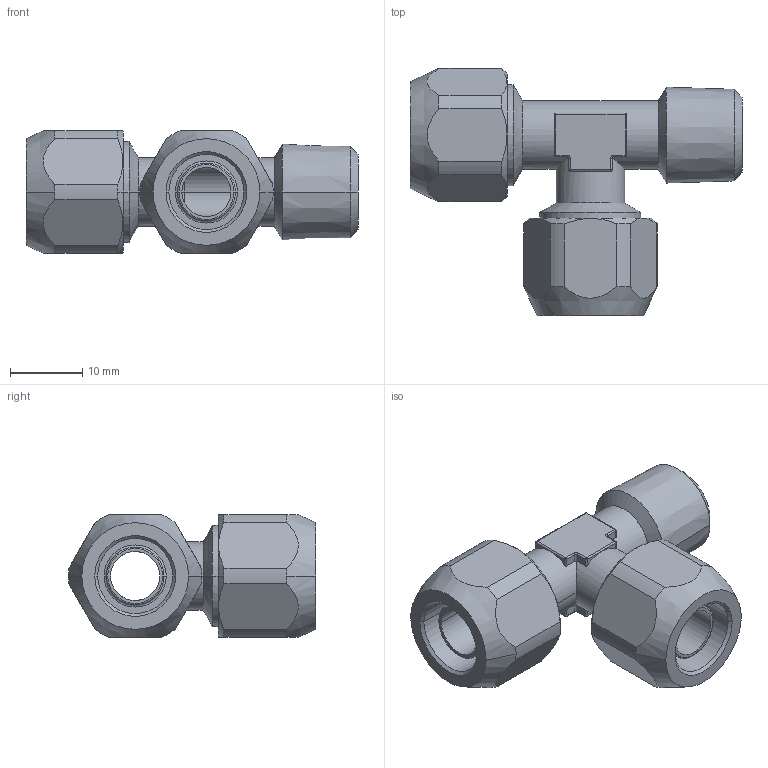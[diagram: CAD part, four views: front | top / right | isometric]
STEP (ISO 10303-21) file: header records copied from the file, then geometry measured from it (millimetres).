
FILE_DESCRIPTION(( 'CX.19.10.14.stp' ), '1');
FILE_NAME( 'CX.19.10.14.stp', '2018-08-24T14:34:42',( 'Sopra'),('sopra-pneumatic.com'), 'SwSTEP 2.0','SolidWorks 2009','' );
FILE_SCHEMA(('CONFIG_CONTROL_DESIGN'));
Length unit declared in the file: millimetre
Products named in the file (1): 361730B_142X4-10-8-1-4K
Bounding box: 46 x 34.25 x 17 mm (x, y, z)
Volume: 7014.3 mm3; surface area: 5703.1 mm2
Topology: 1 solids, 1 shells, 154 faces, 365 edges, 218 vertices
Faces by surface type: cylinder 66, plane 39, cone 25, sphere 12, torus 12
Entity records: 4676 total; most frequent: CARTESIAN_POINT 1068, DIRECTION 785, ORIENTED_EDGE 730, EDGE_CURVE 365, AXIS2_PLACEMENT_3D 320, VERTEX_POINT 218, CIRCLE 166, EDGE_LOOP 163
